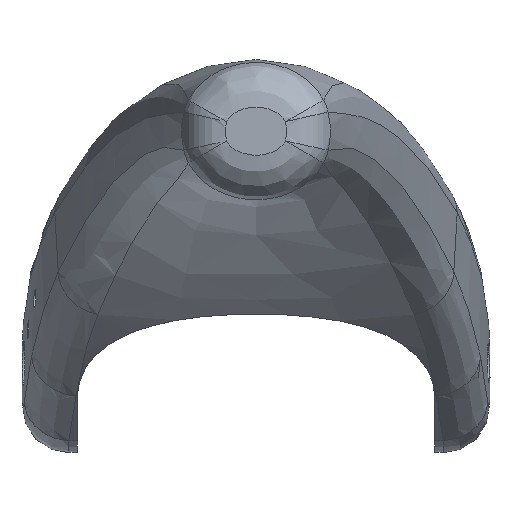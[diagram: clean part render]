
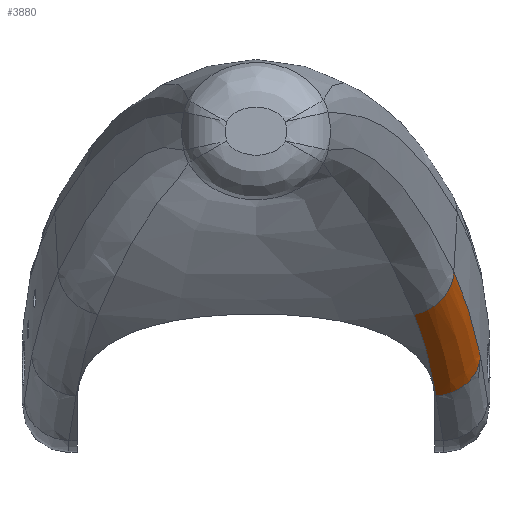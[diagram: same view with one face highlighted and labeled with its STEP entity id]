
A CAD part, front view. The second image highlights one B-rep face of the part: STEP entity #3880.
In plain terms, the highlighted free-form (B-spline) face has degree [3, 2] with [10, 3] control points.
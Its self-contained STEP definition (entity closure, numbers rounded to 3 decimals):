
#47 = CARTESIAN_POINT ( 'NONE',  ( 19.554, 77.704, -26.351 ) ) ;
#53 = CARTESIAN_POINT ( 'NONE',  ( 19.901, 80.321, -27.944 ) ) ;
#182 = ORIENTED_EDGE ( 'NONE', *, *, #1383, .F. ) ;
#330 = CARTESIAN_POINT ( 'NONE',  ( 24.421, 83.778, -27.234 ) ) ;
#348 = CARTESIAN_POINT ( 'NONE',  ( 21.728, 82.919, -29.237 ) ) ;
#378 = CARTESIAN_POINT ( 'NONE',  ( 18.759, 72.43, -23.234 ) ) ;
#399 = CARTESIAN_POINT ( 'NONE',  ( 24.968, 83.747, -24.351 ) ) ;
#422 = CARTESIAN_POINT ( 'NONE',  ( 24.681, 81.69, -23.101 ) ) ;
#491 = DIRECTION ( 'NONE',  ( -0.206, -0.875, 0.439 ) ) ;
#591 = CARTESIAN_POINT ( 'NONE',  ( 21.881, 82.933, -29.183 ) ) ;
#622 = ORIENTED_EDGE ( 'NONE', *, *, #3849, .F. ) ;
#656 = AXIS2_PLACEMENT_3D ( 'NONE', #4075, #491, #1800 ) ;
#712 = CARTESIAN_POINT ( 'NONE',  ( 20.159, 82.932, -29.542 ) ) ;
#768 = CARTESIAN_POINT ( 'NONE',  ( 24.78, 82.376, -23.517 ) ) ;
#787 = CARTESIAN_POINT ( 'NONE',  ( 24.14, 78.259, -21.039 ) ) ;
#847 = CARTESIAN_POINT ( 'NONE',  ( 24.35, 79.521, -21.793 ) ) ;
#875 = CARTESIAN_POINT ( 'NONE',  ( 17.714, 67.139, -20.42 ) ) ;
#996 = CARTESIAN_POINT ( 'NONE',  ( 25.123, 84.967, -25.089 ) ) ;
#1068 = CARTESIAN_POINT ( 'NONE',  ( 22.692, 69.236, -21.062 ) ) ;
#1086 = CARTESIAN_POINT ( 'NONE',  ( 24.224, 77.222, -25.908 ) ) ;
#1212 = CARTESIAN_POINT ( 'NONE',  ( 22.803, 71.301, -17.061 ) ) ;
#1248 =( BOUNDED_SURFACE ( )  B_SPLINE_SURFACE ( 3, 2, ( 
 ( #2359, #3348, #3071 ),
 ( #1416, #1068, #2098 ),
 ( #378, #2729, #3010 ),
 ( #2381, #4033, #787 ),
 ( #47, #1086, #3031 ),
 ( #2401, #3710, #422 ),
 ( #3754, #3669, #768 ),
 ( #2075, #3413, #399 ),
 ( #2032, #1714, #1397 ),
 ( #4072, #2750, #1735 ) ),
 .UNSPECIFIED., .F., .F., .F. ) 
 B_SPLINE_SURFACE_WITH_KNOTS ( ( 4, 2, 2, 2, 4 ),
 ( 3, 3 ),
 ( 0., 0.009, 0.014, 0.017, 0.019 ),
 ( 0., 1. ),
 .UNSPECIFIED. ) 
 GEOMETRIC_REPRESENTATION_ITEM ( )  RATIONAL_B_SPLINE_SURFACE ( (
 ( 1., 0.747, 1.),
 ( 1., 0.743, 1.),
 ( 1., 0.738, 1.),
 ( 1., 0.73, 1.),
 ( 1., 0.728, 1.),
 ( 1., 0.724, 1.),
 ( 1., 0.722, 1.),
 ( 1., 0.72, 1.),
 ( 1., 0.718, 1.),
 ( 1., 0.717, 1.) ) ) 
 REPRESENTATION_ITEM ( '' )  SURFACE ( )  );
#1327 = CARTESIAN_POINT ( 'NONE',  ( 20.481, 82.903, -29.524 ) ) ;
#1347 = CARTESIAN_POINT ( 'NONE',  ( 25.067, 84.643, -25.645 ) ) ;
#1383 = EDGE_CURVE ( 'NONE', #3213, #3819, #2514, .T. ) ;
#1397 = CARTESIAN_POINT ( 'NONE',  ( 25.057, 84.434, -24.768 ) ) ;
#1416 = CARTESIAN_POINT ( 'NONE',  ( 18.278, 69.799, -21.761 ) ) ;
#1538 = CARTESIAN_POINT ( 'NONE',  ( 22.142, 68.49, -15.655 ) ) ;
#1566 = CARTESIAN_POINT ( 'NONE',  ( 18.768, 72.481, -23.263 ) ) ;
#1587 = CARTESIAN_POINT ( 'NONE',  ( 25.118, 84.885, -25.227 ) ) ;
#1627 = CARTESIAN_POINT ( 'NONE',  ( 23.14, 83.166, -28.528 ) ) ;
#1644 = CARTESIAN_POINT ( 'NONE',  ( 22.142, 68.49, -15.655 ) ) ;
#1651 = CARTESIAN_POINT ( 'NONE',  ( 24.834, 84.185, -26.464 ) ) ;
#1670 = CARTESIAN_POINT ( 'NONE',  ( 24.933, 84.331, -26.197 ) ) ;
#1714 = CARTESIAN_POINT ( 'NONE',  ( 24.919, 81.919, -28.905 ) ) ;
#1735 = CARTESIAN_POINT ( 'NONE',  ( 25.142, 85.121, -25.183 ) ) ;
#1800 = DIRECTION ( 'NONE',  ( 0., -0.449, -0.894 ) ) ;
#1822 = B_SPLINE_CURVE_WITH_KNOTS ( 'NONE', 3,
 ( #3540, #1327, #1984, #2636, #3302, #348, #591, #2959, #2246, #1627, #2939, #1967, #1906, #330, #3944, #1651, #1670, #2981, #1347, #3217, #1587, #4210 ),
 .UNSPECIFIED., .F., .F.,
 ( 4, 2, 2, 2, 2, 2, 2, 2, 2, 2, 4 ),
 ( 0., 0.001, 0.001, 0.002, 0.003, 0.004, 0.005, 0.006, 0.007, 0.007, 0.008 ),
 .UNSPECIFIED. ) ;
#1830 = EDGE_CURVE ( 'NONE', #3416, #1863, #1822, .T. ) ;
#1863 = VERTEX_POINT ( 'NONE', #3561 ) ;
#1906 = CARTESIAN_POINT ( 'NONE',  ( 24.056, 83.541, -27.709 ) ) ;
#1967 = CARTESIAN_POINT ( 'NONE',  ( 23.85, 83.435, -27.93 ) ) ;
#1984 = CARTESIAN_POINT ( 'NONE',  ( 20.798, 82.89, -29.479 ) ) ;
#2020 = CARTESIAN_POINT ( 'NONE',  ( 20.159, 82.932, -29.542 ) ) ;
#2032 = CARTESIAN_POINT ( 'NONE',  ( 20.102, 82.357, -29.19 ) ) ;
#2075 = CARTESIAN_POINT ( 'NONE',  ( 20.032, 81.688, -28.78 ) ) ;
#2098 = CARTESIAN_POINT ( 'NONE',  ( 22.811, 71.335, -17.078 ) ) ;
#2246 = CARTESIAN_POINT ( 'NONE',  ( 22.607, 83.036, -28.859 ) ) ;
#2285 = CARTESIAN_POINT ( 'NONE',  ( 19.575, 77.722, -26.344 ) ) ;
#2308 = CARTESIAN_POINT ( 'NONE',  ( 24.954, 83.601, -24.265 ) ) ;
#2359 = CARTESIAN_POINT ( 'NONE',  ( 17.714, 67.139, -20.42 ) ) ;
#2381 = CARTESIAN_POINT ( 'NONE',  ( 19.37, 76.384, -25.557 ) ) ;
#2401 = CARTESIAN_POINT ( 'NONE',  ( 19.805, 79.692, -27.559 ) ) ;
#2437 = CARTESIAN_POINT ( 'NONE',  ( 23.379, 74.058, -18.59 ) ) ;
#2514 = CIRCLE ( 'NONE', #656, 5. ) ;
#2615 = B_SPLINE_CURVE_WITH_KNOTS ( 'NONE', 3,
 ( #712, #53, #2285, #1566, #3638, #2975 ),
 .UNSPECIFIED., .F., .F.,
 ( 4, 2, 4 ),
 ( 0., 0.009, 0.018 ),
 .UNSPECIFIED. ) ;
#2636 = CARTESIAN_POINT ( 'NONE',  ( 21.267, 82.894, -29.375 ) ) ;
#2729 = CARTESIAN_POINT ( 'NONE',  ( 23.259, 71.904, -22.622 ) ) ;
#2750 = CARTESIAN_POINT ( 'NONE',  ( 25.007, 82.594, -29.338 ) ) ;
#2793 = ORIENTED_EDGE ( 'NONE', *, *, #4082, .F. ) ;
#2804 = CARTESIAN_POINT ( 'NONE',  ( 24.123, 78.16, -20.98 ) ) ;
#2939 = CARTESIAN_POINT ( 'NONE',  ( 23.394, 83.248, -28.339 ) ) ;
#2959 = CARTESIAN_POINT ( 'NONE',  ( 22.325, 82.985, -29.002 ) ) ;
#2975 = CARTESIAN_POINT ( 'NONE',  ( 17.714, 67.139, -20.42 ) ) ;
#2976 = B_SPLINE_CURVE_WITH_KNOTS ( 'NONE', 3,
 ( #1538, #1212, #2437, #2804, #847, #4248, #2308, #996 ),
 .UNSPECIFIED., .F., .F.,
 ( 4, 2, 2, 4 ),
 ( 0., 0.01, 0.014, 0.019 ),
 .UNSPECIFIED. ) ;
#2981 = CARTESIAN_POINT ( 'NONE',  ( 25.039, 84.564, -25.783 ) ) ;
#3010 = CARTESIAN_POINT ( 'NONE',  ( 23.392, 74.119, -18.625 ) ) ;
#3031 = CARTESIAN_POINT ( 'NONE',  ( 24.368, 79.632, -21.859 ) ) ;
#3071 = CARTESIAN_POINT ( 'NONE',  ( 22.142, 68.49, -15.655 ) ) ;
#3213 = VERTEX_POINT ( 'NONE', #875 ) ;
#3217 = CARTESIAN_POINT ( 'NONE',  ( 25.106, 84.803, -25.367 ) ) ;
#3302 = CARTESIAN_POINT ( 'NONE',  ( 21.421, 82.9, -29.333 ) ) ;
#3330 = FACE_OUTER_BOUND ( 'NONE', #3380, .T. ) ;
#3348 = CARTESIAN_POINT ( 'NONE',  ( 22.044, 66.515, -19.636 ) ) ;
#3380 = EDGE_LOOP ( 'NONE', ( #3844, #2793, #182, #622 ) ) ;
#3413 = CARTESIAN_POINT ( 'NONE',  ( 24.826, 81.243, -28.473 ) ) ;
#3416 = VERTEX_POINT ( 'NONE', #2020 ) ;
#3540 = CARTESIAN_POINT ( 'NONE',  ( 20.159, 82.932, -29.542 ) ) ;
#3561 = CARTESIAN_POINT ( 'NONE',  ( 25.123, 84.967, -25.089 ) ) ;
#3638 = CARTESIAN_POINT ( 'NONE',  ( 18.286, 69.838, -21.781 ) ) ;
#3669 = CARTESIAN_POINT ( 'NONE',  ( 24.636, 79.897, -27.611 ) ) ;
#3710 = CARTESIAN_POINT ( 'NONE',  ( 24.536, 79.226, -27.183 ) ) ;
#3754 = CARTESIAN_POINT ( 'NONE',  ( 19.884, 80.356, -27.965 ) ) ;
#3819 = VERTEX_POINT ( 'NONE', #1644 ) ;
#3844 = ORIENTED_EDGE ( 'NONE', *, *, #1830, .T. ) ;
#3849 = EDGE_CURVE ( 'NONE', #3416, #3213, #2615, .T. ) ;
#3880 = ADVANCED_FACE ( 'NONE', ( #3330 ), #1248, .T. ) ;
#3944 = CARTESIAN_POINT ( 'NONE',  ( 24.578, 83.909, -26.981 ) ) ;
#4033 = CARTESIAN_POINT ( 'NONE',  ( 23.996, 75.889, -25.07 ) ) ;
#4072 = CARTESIAN_POINT ( 'NONE',  ( 20.168, 83.028, -29.601 ) ) ;
#4075 = CARTESIAN_POINT ( 'NONE',  ( 17.25, 69.459, -16.015 ) ) ;
#4082 = EDGE_CURVE ( 'NONE', #3819, #1863, #2976, .T. ) ;
#4210 = CARTESIAN_POINT ( 'NONE',  ( 25.123, 84.967, -25.089 ) ) ;
#4248 = CARTESIAN_POINT ( 'NONE',  ( 24.766, 82.243, -23.434 ) ) ;
